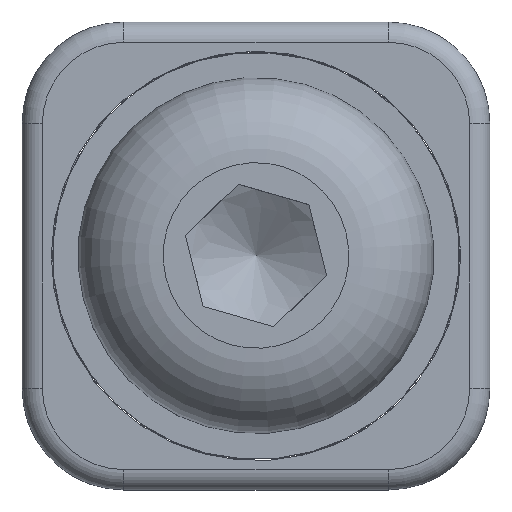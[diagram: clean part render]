
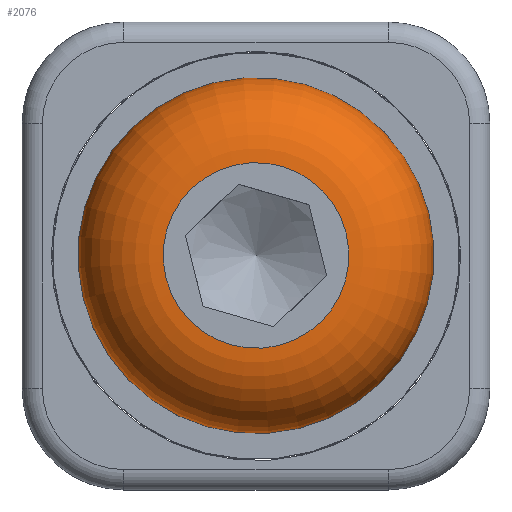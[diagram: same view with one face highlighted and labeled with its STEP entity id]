
A CAD part, top view. The second image highlights one B-rep face of the part: STEP entity #2076.
In plain terms, the highlighted toroidal (fillet/blend) face has major radius 3.65 mm and minor radius 3.35 mm.
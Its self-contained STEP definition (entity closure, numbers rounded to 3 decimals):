
#490=FACE_BOUND($,#640,.T.);
#511=FACE_OUTER_BOUND($,#639,.T.);
#639=EDGE_LOOP($,(#1432));
#640=EDGE_LOOP($,(#1433));
#779=CIRCLE($,#2216,3.65);
#780=CIRCLE($,#2217,7.);
#910=VERTEX_POINT($,#3190);
#911=VERTEX_POINT($,#3192);
#1113=EDGE_CURVE($,#910,#910,#779,.T.);
#1114=EDGE_CURVE($,#911,#911,#780,.T.);
#1432=ORIENTED_EDGE($,*,*,#1113,.T.);
#1433=ORIENTED_EDGE($,*,*,#1114,.T.);
#2054=TOROIDAL_SURFACE($,#2215,3.65,3.35);
#2076=ADVANCED_FACE($,(#511,#490),#2054,.T.);
#2215=AXIS2_PLACEMENT_3D($,#3189,#2495,#2496);
#2216=AXIS2_PLACEMENT_3D($,#3191,#2497,#2498);
#2217=AXIS2_PLACEMENT_3D($,#3193,#2499,#2500);
#2495=DIRECTION('center_axis',(1.,0.,0.));
#2496=DIRECTION('ref_axis',(0.,0.,-1.));
#2497=DIRECTION('center_axis',(1.,0.,0.));
#2498=DIRECTION('ref_axis',(0.,-1.,0.));
#2499=DIRECTION('center_axis',(-1.,0.,0.));
#2500=DIRECTION('ref_axis',(0.,-1.,0.));
#3189=CARTESIAN_POINT('Origin',(-1.05,0.,0.));
#3190=CARTESIAN_POINT('',(-4.4,3.65,0.));
#3191=CARTESIAN_POINT('Origin',(-4.4,0.,0.));
#3192=CARTESIAN_POINT('',(-1.05,7.,0.));
#3193=CARTESIAN_POINT('Origin',(-1.05,0.,0.));
